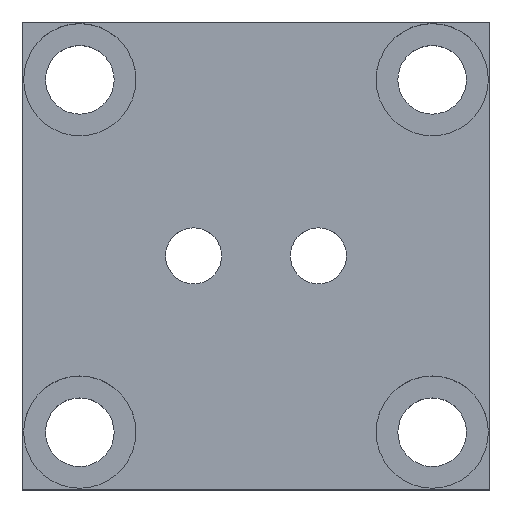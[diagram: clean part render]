
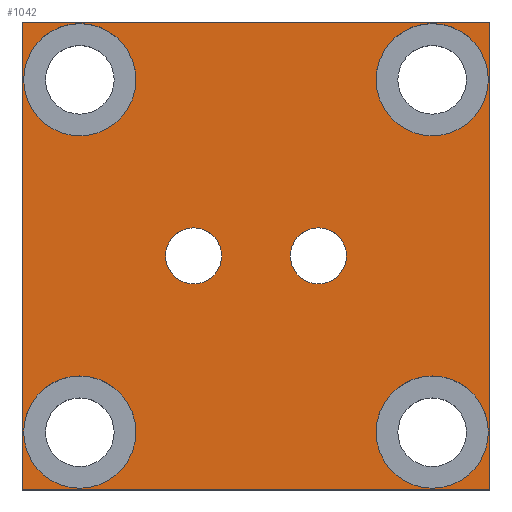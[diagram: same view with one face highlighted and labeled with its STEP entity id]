
A CAD part, top view. The second image highlights one B-rep face of the part: STEP entity #1042.
In plain terms, the highlighted planar face has unit normal (0, 0, 1).
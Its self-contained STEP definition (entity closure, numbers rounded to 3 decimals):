
#2 = CARTESIAN_POINT ( 'NONE',  ( -37.25, 28.25, 20. ) ) ;
#13 = EDGE_LOOP ( 'NONE', ( #272, #90 ) ) ;
#42 = CARTESIAN_POINT ( 'NONE',  ( -10., 0., 20. ) ) ;
#47 = CIRCLE ( 'NONE', #1119, 9. ) ;
#52 = EDGE_CURVE ( 'NONE', #740, #758, #342, .T. ) ;
#66 = LINE ( 'NONE', #317, #967 ) ;
#74 = CARTESIAN_POINT ( 'NONE',  ( -28.25, -28.25, 20. ) ) ;
#78 = AXIS2_PLACEMENT_3D ( 'NONE', #607, #514, #186 ) ;
#79 = DIRECTION ( 'NONE',  ( 1., 0., 0. ) ) ;
#85 = LINE ( 'NONE', #485, #997 ) ;
#90 = ORIENTED_EDGE ( 'NONE', *, *, #599, .F. ) ;
#102 = EDGE_CURVE ( 'NONE', #1106, #675, #330, .T. ) ;
#105 = VERTEX_POINT ( 'NONE', #2 ) ;
#118 = ORIENTED_EDGE ( 'NONE', *, *, #974, .F. ) ;
#135 = DIRECTION ( 'NONE',  ( 1., 0., 0. ) ) ;
#147 = AXIS2_PLACEMENT_3D ( 'NONE', #261, #595, #765 ) ;
#150 = DIRECTION ( 'NONE',  ( -1., 0., 0. ) ) ;
#157 = DIRECTION ( 'NONE',  ( 0., 1., 0. ) ) ;
#160 = CARTESIAN_POINT ( 'NONE',  ( -19.25, -28.25, 20. ) ) ;
#161 = CIRCLE ( 'NONE', #167, 9. ) ;
#167 = AXIS2_PLACEMENT_3D ( 'NONE', #521, #881, #348 ) ;
#171 = CARTESIAN_POINT ( 'NONE',  ( 28.25, 28.25, 20. ) ) ;
#179 = DIRECTION ( 'NONE',  ( 0., 0., 1. ) ) ;
#182 = ORIENTED_EDGE ( 'NONE', *, *, #1094, .F. ) ;
#186 = DIRECTION ( 'NONE',  ( 1., 0., 0. ) ) ;
#198 = VERTEX_POINT ( 'NONE', #632 ) ;
#207 = VERTEX_POINT ( 'NONE', #731 ) ;
#220 = AXIS2_PLACEMENT_3D ( 'NONE', #171, #1124, #494 ) ;
#222 = EDGE_CURVE ( 'NONE', #553, #464, #929, .T. ) ;
#227 = DIRECTION ( 'NONE',  ( 1., 0., 0. ) ) ;
#229 = CARTESIAN_POINT ( 'NONE',  ( 37.5, -37.5, 20. ) ) ;
#232 = ORIENTED_EDGE ( 'NONE', *, *, #347, .F. ) ;
#258 = EDGE_LOOP ( 'NONE', ( #923, #1104, #397, #1117 ) ) ;
#261 = CARTESIAN_POINT ( 'NONE',  ( 0., 0., 20. ) ) ;
#267 = FACE_OUTER_BOUND ( 'NONE', #258, .T. ) ;
#272 = ORIENTED_EDGE ( 'NONE', *, *, #1008, .F. ) ;
#277 = LINE ( 'NONE', #229, #471 ) ;
#295 = VERTEX_POINT ( 'NONE', #322 ) ;
#303 = FACE_BOUND ( 'NONE', #1004, .T. ) ;
#313 = EDGE_CURVE ( 'NONE', #1148, #295, #957, .T. ) ;
#315 = DIRECTION ( 'NONE',  ( 0., 0., 1. ) ) ;
#317 = CARTESIAN_POINT ( 'NONE',  ( 37.5, -37.5, 20. ) ) ;
#321 = DIRECTION ( 'NONE',  ( 1., 0., 0. ) ) ;
#322 = CARTESIAN_POINT ( 'NONE',  ( 37.25, -28.25, 20. ) ) ;
#330 = CIRCLE ( 'NONE', #780, 4.5 ) ;
#342 = CIRCLE ( 'NONE', #459, 4.5 ) ;
#347 = EDGE_CURVE ( 'NONE', #758, #740, #394, .T. ) ;
#348 = DIRECTION ( 'NONE',  ( 1., 0., 0. ) ) ;
#349 = AXIS2_PLACEMENT_3D ( 'NONE', #761, #756, #752 ) ;
#356 = DIRECTION ( 'NONE',  ( 1., 0., 0. ) ) ;
#361 = DIRECTION ( 'NONE',  ( 0., 0., 1. ) ) ;
#369 = EDGE_CURVE ( 'NONE', #385, #463, #1016, .T. ) ;
#385 = VERTEX_POINT ( 'NONE', #659 ) ;
#391 = CARTESIAN_POINT ( 'NONE',  ( -28.25, -28.25, 20. ) ) ;
#394 = CIRCLE ( 'NONE', #530, 4.5 ) ;
#397 = ORIENTED_EDGE ( 'NONE', *, *, #993, .T. ) ;
#418 = CARTESIAN_POINT ( 'NONE',  ( -37.5, -37.5, 20. ) ) ;
#430 = CARTESIAN_POINT ( 'NONE',  ( -37.5, -37.5, 20. ) ) ;
#459 = AXIS2_PLACEMENT_3D ( 'NONE', #894, #361, #356 ) ;
#463 = VERTEX_POINT ( 'NONE', #1061 ) ;
#464 = VERTEX_POINT ( 'NONE', #160 ) ;
#468 = EDGE_CURVE ( 'NONE', #463, #385, #1142, .T. ) ;
#471 = VECTOR ( 'NONE', #1112, 1000. ) ;
#485 = CARTESIAN_POINT ( 'NONE',  ( 37.5, 37.5, 20. ) ) ;
#487 = VECTOR ( 'NONE', #964, 1000. ) ;
#491 = DIRECTION ( 'NONE',  ( 1., 0., 0. ) ) ;
#493 = VERTEX_POINT ( 'NONE', #861 ) ;
#494 = DIRECTION ( 'NONE',  ( 1., 0., 0. ) ) ;
#495 = EDGE_LOOP ( 'NONE', ( #182, #1092 ) ) ;
#498 = FACE_BOUND ( 'NONE', #1049, .T. ) ;
#509 = ORIENTED_EDGE ( 'NONE', *, *, #468, .F. ) ;
#510 = EDGE_LOOP ( 'NONE', ( #509, #586 ) ) ;
#512 = ORIENTED_EDGE ( 'NONE', *, *, #102, .F. ) ;
#514 = DIRECTION ( 'NONE',  ( 0., 0., 1. ) ) ;
#521 = CARTESIAN_POINT ( 'NONE',  ( -28.25, 28.25, 20. ) ) ;
#530 = AXIS2_PLACEMENT_3D ( 'NONE', #42, #1120, #135 ) ;
#533 = EDGE_CURVE ( 'NONE', #295, #1148, #912, .T. ) ;
#553 = VERTEX_POINT ( 'NONE', #1149 ) ;
#558 = ORIENTED_EDGE ( 'NONE', *, *, #533, .F. ) ;
#559 = DIRECTION ( 'NONE',  ( 0., 0., 1. ) ) ;
#566 = CARTESIAN_POINT ( 'NONE',  ( 37.5, 37.5, 20. ) ) ;
#568 = CARTESIAN_POINT ( 'NONE',  ( 28.25, 28.25, 20. ) ) ;
#586 = ORIENTED_EDGE ( 'NONE', *, *, #369, .F. ) ;
#592 = CARTESIAN_POINT ( 'NONE',  ( 19.25, -28.25, 20. ) ) ;
#595 = DIRECTION ( 'NONE',  ( 0., 0., 1. ) ) ;
#599 = EDGE_CURVE ( 'NONE', #105, #198, #161, .T. ) ;
#601 = VERTEX_POINT ( 'NONE', #430 ) ;
#607 = CARTESIAN_POINT ( 'NONE',  ( 28.25, -28.25, 20. ) ) ;
#617 = ORIENTED_EDGE ( 'NONE', *, *, #52, .F. ) ;
#632 = CARTESIAN_POINT ( 'NONE',  ( -19.25, 28.25, 20. ) ) ;
#646 = FACE_BOUND ( 'NONE', #13, .T. ) ;
#659 = CARTESIAN_POINT ( 'NONE',  ( 19.25, 28.25, 20. ) ) ;
#663 = DIRECTION ( 'NONE',  ( 0., 0., 1. ) ) ;
#675 = VERTEX_POINT ( 'NONE', #1086 ) ;
#680 = PLANE ( 'NONE',  #147 ) ;
#691 = FACE_BOUND ( 'NONE', #510, .T. ) ;
#709 = CARTESIAN_POINT ( 'NONE',  ( -14.5, 0., 20. ) ) ;
#721 = CARTESIAN_POINT ( 'NONE',  ( -5.5, 0., 20. ) ) ;
#725 = AXIS2_PLACEMENT_3D ( 'NONE', #937, #663, #321 ) ;
#731 = CARTESIAN_POINT ( 'NONE',  ( -37.5, 37.5, 20. ) ) ;
#733 = CIRCLE ( 'NONE', #349, 9. ) ;
#739 = AXIS2_PLACEMENT_3D ( 'NONE', #568, #559, #491 ) ;
#740 = VERTEX_POINT ( 'NONE', #709 ) ;
#752 = DIRECTION ( 'NONE',  ( 1., 0., 0. ) ) ;
#756 = DIRECTION ( 'NONE',  ( 0., 0., 1. ) ) ;
#757 = ORIENTED_EDGE ( 'NONE', *, *, #313, .F. ) ;
#758 = VERTEX_POINT ( 'NONE', #721 ) ;
#761 = CARTESIAN_POINT ( 'NONE',  ( -28.25, 28.25, 20. ) ) ;
#764 = FACE_BOUND ( 'NONE', #768, .T. ) ;
#765 = DIRECTION ( 'NONE',  ( 1., 0., 0. ) ) ;
#768 = EDGE_LOOP ( 'NONE', ( #617, #232 ) ) ;
#780 = AXIS2_PLACEMENT_3D ( 'NONE', #903, #1007, #830 ) ;
#830 = DIRECTION ( 'NONE',  ( 1., 0., 0. ) ) ;
#846 = DIRECTION ( 'NONE',  ( 0., 0., 1. ) ) ;
#850 = CARTESIAN_POINT ( 'NONE',  ( 28.25, -28.25, 20. ) ) ;
#857 = CARTESIAN_POINT ( 'NONE',  ( 14.5, 0., 20. ) ) ;
#861 = CARTESIAN_POINT ( 'NONE',  ( 37.5, -37.5, 20. ) ) ;
#867 = FACE_BOUND ( 'NONE', #495, .T. ) ;
#881 = DIRECTION ( 'NONE',  ( 0., 0., 1. ) ) ;
#894 = CARTESIAN_POINT ( 'NONE',  ( -10., 0., 20. ) ) ;
#903 = CARTESIAN_POINT ( 'NONE',  ( 10., 0., 20. ) ) ;
#908 = AXIS2_PLACEMENT_3D ( 'NONE', #391, #315, #1033 ) ;
#912 = CIRCLE ( 'NONE', #78, 9. ) ;
#923 = ORIENTED_EDGE ( 'NONE', *, *, #1150, .T. ) ;
#925 = LINE ( 'NONE', #418, #487 ) ;
#929 = CIRCLE ( 'NONE', #908, 9. ) ;
#937 = CARTESIAN_POINT ( 'NONE',  ( 10., 0., 20. ) ) ;
#941 = CIRCLE ( 'NONE', #725, 4.5 ) ;
#957 = CIRCLE ( 'NONE', #1078, 9. ) ;
#964 = DIRECTION ( 'NONE',  ( 0., -1., 0. ) ) ;
#967 = VECTOR ( 'NONE', #157, 1000. ) ;
#974 = EDGE_CURVE ( 'NONE', #675, #1106, #941, .T. ) ;
#983 = EDGE_CURVE ( 'NONE', #1036, #207, #85, .T. ) ;
#992 = EDGE_CURVE ( 'NONE', #601, #493, #277, .T. ) ;
#993 = EDGE_CURVE ( 'NONE', #493, #1036, #66, .T. ) ;
#997 = VECTOR ( 'NONE', #150, 1000. ) ;
#1004 = EDGE_LOOP ( 'NONE', ( #118, #512 ) ) ;
#1007 = DIRECTION ( 'NONE',  ( 0., 0., 1. ) ) ;
#1008 = EDGE_CURVE ( 'NONE', #198, #105, #733, .T. ) ;
#1016 = CIRCLE ( 'NONE', #739, 9. ) ;
#1033 = DIRECTION ( 'NONE',  ( 1., 0., 0. ) ) ;
#1036 = VERTEX_POINT ( 'NONE', #566 ) ;
#1042 = ADVANCED_FACE ( 'NONE', ( #691, #498, #867, #646, #303, #267, #764 ), #680, .T. ) ;
#1049 = EDGE_LOOP ( 'NONE', ( #558, #757 ) ) ;
#1061 = CARTESIAN_POINT ( 'NONE',  ( 37.25, 28.25, 20. ) ) ;
#1078 = AXIS2_PLACEMENT_3D ( 'NONE', #850, #846, #227 ) ;
#1086 = CARTESIAN_POINT ( 'NONE',  ( 5.5, 0., 20. ) ) ;
#1092 = ORIENTED_EDGE ( 'NONE', *, *, #222, .F. ) ;
#1094 = EDGE_CURVE ( 'NONE', #464, #553, #47, .T. ) ;
#1104 = ORIENTED_EDGE ( 'NONE', *, *, #992, .T. ) ;
#1106 = VERTEX_POINT ( 'NONE', #857 ) ;
#1112 = DIRECTION ( 'NONE',  ( 1., 0., 0. ) ) ;
#1117 = ORIENTED_EDGE ( 'NONE', *, *, #983, .T. ) ;
#1119 = AXIS2_PLACEMENT_3D ( 'NONE', #74, #179, #79 ) ;
#1120 = DIRECTION ( 'NONE',  ( 0., 0., 1. ) ) ;
#1124 = DIRECTION ( 'NONE',  ( 0., 0., 1. ) ) ;
#1142 = CIRCLE ( 'NONE', #220, 9. ) ;
#1148 = VERTEX_POINT ( 'NONE', #592 ) ;
#1149 = CARTESIAN_POINT ( 'NONE',  ( -37.25, -28.25, 20. ) ) ;
#1150 = EDGE_CURVE ( 'NONE', #207, #601, #925, .T. ) ;
